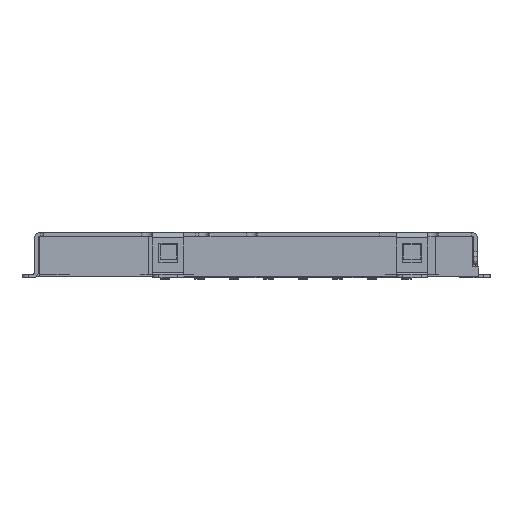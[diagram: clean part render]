
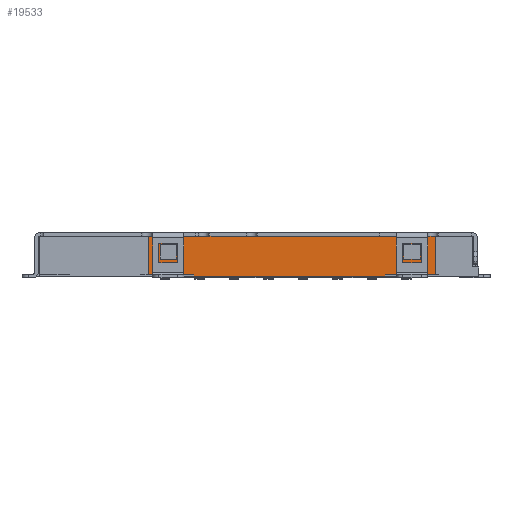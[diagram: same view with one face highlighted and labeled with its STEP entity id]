
A CAD part, front view. The second image highlights one B-rep face of the part: STEP entity #19533.
In plain terms, the highlighted planar face has unit normal (0, -1, 0).
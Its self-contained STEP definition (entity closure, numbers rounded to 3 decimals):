
#1012=DIRECTION('',(-1.,0.,0.));
#1013=VECTOR('',#1012,6.12);
#1014=CARTESIAN_POINT('',(4.13,-6.93,-0.675));
#1015=LINE('',#1014,#1013);
#2350=DIRECTION('',(-1.,0.,0.));
#2351=VECTOR('',#2350,0.14);
#2352=CARTESIAN_POINT('',(-3.3,-6.93,0.605));
#2353=LINE('',#2352,#2351);
#2378=DIRECTION('',(-1.,0.,0.));
#2379=VECTOR('',#2378,0.25);
#2380=CARTESIAN_POINT('',(5.73,-6.93,0.605));
#2381=LINE('',#2380,#2379);
#2455=DIRECTION('',(-1.,0.,0.));
#2456=VECTOR('',#2455,6.78);
#2457=CARTESIAN_POINT('',(4.48,-6.93,0.605));
#2458=LINE('',#2457,#2456);
#5224=DIRECTION('',(-1.,0.,0.));
#5225=VECTOR('',#5224,1.6);
#5226=CARTESIAN_POINT('',(5.73,-6.93,-0.625));
#5227=LINE('',#5226,#5225);
#5228=DIRECTION('',(0.,0.,1.));
#5229=VECTOR('',#5228,0.05);
#5230=CARTESIAN_POINT('',(4.13,-6.93,-0.675));
#5231=LINE('',#5230,#5229);
#5232=DIRECTION('',(0.,0.,1.));
#5233=VECTOR('',#5232,0.05);
#5234=CARTESIAN_POINT('',(-1.99,-6.93,-0.675));
#5235=LINE('',#5234,#5233);
#5236=DIRECTION('',(-1.,0.,0.));
#5237=VECTOR('',#5236,1.45);
#5238=CARTESIAN_POINT('',(-1.99,-6.93,-0.625));
#5239=LINE('',#5238,#5237);
#5240=DIRECTION('',(0.,0.,-1.));
#5241=VECTOR('',#5240,1.23);
#5242=CARTESIAN_POINT('',(5.73,-6.93,0.605));
#5243=LINE('',#5242,#5241);
#5284=DIRECTION('',(0.,0.,-1.));
#5285=VECTOR('',#5284,1.23);
#5286=CARTESIAN_POINT('',(-3.44,-6.93,0.605));
#5287=LINE('',#5286,#5285);
#5288=DIRECTION('',(-1.,0.,0.));
#5289=VECTOR('',#5288,1.);
#5290=CARTESIAN_POINT('',(-2.3,-6.93,0.605));
#5291=LINE('',#5290,#5289);
#5828=DIRECTION('',(-1.,0.,0.));
#5829=VECTOR('',#5828,1.);
#5830=CARTESIAN_POINT('',(5.48,-6.93,0.605));
#5831=LINE('',#5830,#5829);
#10948=CARTESIAN_POINT('',(5.73,-6.93,0.605));
#10949=VERTEX_POINT('',#10948);
#10950=CARTESIAN_POINT('',(-3.44,-6.93,0.605));
#10952=VERTEX_POINT('',#10950);
#11007=CARTESIAN_POINT('',(-2.3,-6.93,0.605));
#11009=VERTEX_POINT('',#11007);
#11010=CARTESIAN_POINT('',(-3.3,-6.93,0.605));
#11012=VERTEX_POINT('',#11010);
#11020=CARTESIAN_POINT('',(5.48,-6.93,0.605));
#11021=VERTEX_POINT('',#11020);
#11022=CARTESIAN_POINT('',(4.48,-6.93,0.605));
#11024=VERTEX_POINT('',#11022);
#11789=CARTESIAN_POINT('',(-1.99,-6.93,-0.675));
#11791=VERTEX_POINT('',#11789);
#11796=CARTESIAN_POINT('',(4.13,-6.93,-0.675));
#11798=VERTEX_POINT('',#11796);
#11820=CARTESIAN_POINT('',(5.73,-6.93,-0.625));
#11821=VERTEX_POINT('',#11820);
#11822=CARTESIAN_POINT('',(4.13,-6.93,-0.625));
#11823=VERTEX_POINT('',#11822);
#11824=CARTESIAN_POINT('',(-1.99,-6.93,-0.625));
#11825=CARTESIAN_POINT('',(-3.44,-6.93,-0.625));
#11826=VERTEX_POINT('',#11824);
#11827=VERTEX_POINT('',#11825);
#19509=CARTESIAN_POINT('',(5.73,-6.93,0.605));
#19510=DIRECTION('',(0.,-1.,0.));
#19511=DIRECTION('',(-1.,0.,0.));
#19512=AXIS2_PLACEMENT_3D('',#19509,#19510,#19511);
#19513=PLANE('',#19512);
#19514=ORIENTED_EDGE('',*,*,#17607,.T.);
#19516=ORIENTED_EDGE('',*,*,#19515,.F.);
#19517=ORIENTED_EDGE('',*,*,#14636,.T.);
#19519=ORIENTED_EDGE('',*,*,#19518,.T.);
#19520=ORIENTED_EDGE('',*,*,#17619,.T.);
#19522=ORIENTED_EDGE('',*,*,#19521,.F.);
#19523=ORIENTED_EDGE('',*,*,#15842,.F.);
#19525=ORIENTED_EDGE('',*,*,#19524,.F.);
#19526=ORIENTED_EDGE('',*,*,#15972,.F.);
#19528=ORIENTED_EDGE('',*,*,#19527,.F.);
#19529=ORIENTED_EDGE('',*,*,#15876,.F.);
#19530=ORIENTED_EDGE('',*,*,#19502,.T.);
#19531=EDGE_LOOP('',(#19514,#19516,#19517,#19519,#19520,#19522,#19523,#19525,
#19526,#19528,#19529,#19530));
#19532=FACE_OUTER_BOUND('',#19531,.F.);
#19533=ADVANCED_FACE('',(#19532),#19513,.T.);
#14636=EDGE_CURVE('',#11798,#11791,#1015,.T.);
#15842=EDGE_CURVE('',#11012,#10952,#2353,.T.);
#15876=EDGE_CURVE('',#10949,#11021,#2381,.T.);
#15972=EDGE_CURVE('',#11024,#11009,#2458,.T.);
#17607=EDGE_CURVE('',#11821,#11823,#5227,.T.);
#17619=EDGE_CURVE('',#11826,#11827,#5239,.T.);
#19502=EDGE_CURVE('',#10949,#11821,#5243,.T.);
#19515=EDGE_CURVE('',#11798,#11823,#5231,.T.);
#19518=EDGE_CURVE('',#11791,#11826,#5235,.T.);
#19521=EDGE_CURVE('',#10952,#11827,#5287,.T.);
#19524=EDGE_CURVE('',#11009,#11012,#5291,.T.);
#19527=EDGE_CURVE('',#11021,#11024,#5831,.T.);
